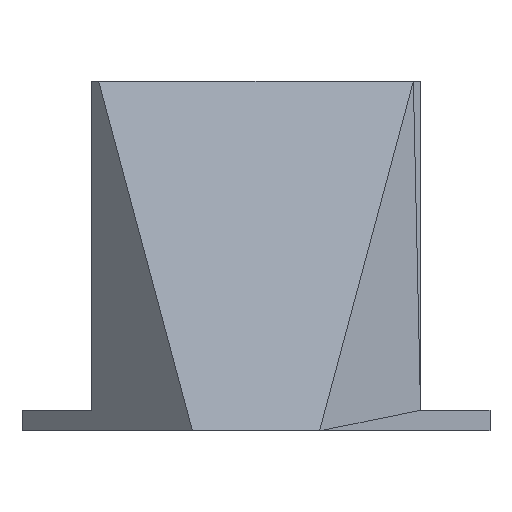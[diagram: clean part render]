
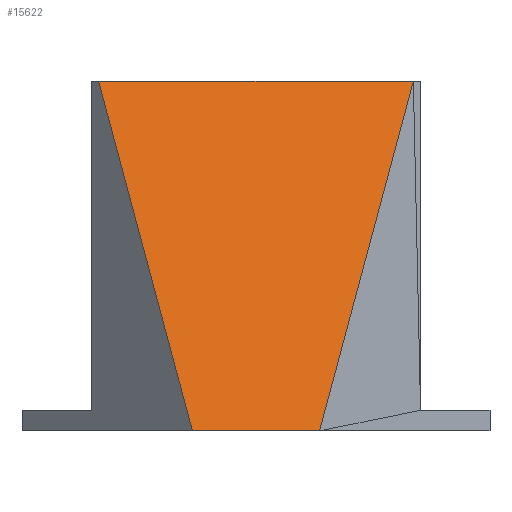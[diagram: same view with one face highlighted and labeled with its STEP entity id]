
A CAD part, front view. The second image highlights one B-rep face of the part: STEP entity #15622.
In plain terms, the highlighted planar face has unit normal (0, 0.966, -0.259).
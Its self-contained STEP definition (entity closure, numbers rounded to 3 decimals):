
#100 = PLANE('',#101);
#101 = AXIS2_PLACEMENT_3D('',#102,#103,#104);
#102 = CARTESIAN_POINT('',(0.,0.,0.));
#103 = DIRECTION('',(-0.707,-0.707,0.));
#104 = DIRECTION('',(-0.707,0.707,0.));
#126 = PLANE('',#127);
#127 = AXIS2_PLACEMENT_3D('',#128,#129,#130);
#128 = CARTESIAN_POINT('',(7.454,-7.454,34.));
#129 = DIRECTION('',(0.,-0.,1.));
#130 = DIRECTION('',(1.,0.,0.));
#8368 = PLANE('',#8369);
#8369 = AXIS2_PLACEMENT_3D('',#8370,#8371,#8372);
#8370 = CARTESIAN_POINT('',(2.575,32.62,0.));
#8371 = DIRECTION('',(0.,0.,-1.));
#8372 = DIRECTION('',(-1.,0.,-0.));
#8753 = VERTEX_POINT('',#8754);
#8754 = CARTESIAN_POINT('',(28.936,-16.564,0.));
#8775 = EDGE_CURVE('',#8753,#8776,#8778,.T.);
#8776 = VERTEX_POINT('',#8777);
#8777 = CARTESIAN_POINT('',(16.564,-16.564,0.));
#8778 = SURFACE_CURVE('',#8779,(#8783,#8790),.PCURVE_S1.);
#8779 = LINE('',#8780,#8781);
#8780 = CARTESIAN_POINT('',(28.936,-16.564,0.));
#8781 = VECTOR('',#8782,1.);
#8782 = DIRECTION('',(-1.,0.,0.));
#8783 = PCURVE('',#8368,#8784);
#8784 = DEFINITIONAL_REPRESENTATION('',(#8785),#8789);
#8785 = LINE('',#8786,#8787);
#8786 = CARTESIAN_POINT('',(-26.361,-49.184));
#8787 = VECTOR('',#8788,1.);
#8788 = DIRECTION('',(1.,0.));
#8789 = ( GEOMETRIC_REPRESENTATION_CONTEXT(2) 
PARAMETRIC_REPRESENTATION_CONTEXT() REPRESENTATION_CONTEXT('2D SPACE',''
  ) );
#8790 = PCURVE('',#8791,#8796);
#8791 = PLANE('',#8792);
#8792 = AXIS2_PLACEMENT_3D('',#8793,#8794,#8795);
#8793 = CARTESIAN_POINT('',(28.936,-16.564,0.));
#8794 = DIRECTION('',(0.,-0.966,0.259));
#8795 = DIRECTION('',(0.,-0.259,-0.966));
#8796 = DEFINITIONAL_REPRESENTATION('',(#8797),#8801);
#8797 = LINE('',#8798,#8799);
#8798 = CARTESIAN_POINT('',(0.,0.));
#8799 = VECTOR('',#8800,1.);
#8800 = DIRECTION('',(-0.,-1.));
#8801 = ( GEOMETRIC_REPRESENTATION_CONTEXT(2) 
PARAMETRIC_REPRESENTATION_CONTEXT() REPRESENTATION_CONTEXT('2D SPACE',''
  ) );
#15200 = EDGE_CURVE('',#8776,#15201,#15203,.T.);
#15201 = VERTEX_POINT('',#15202);
#15202 = CARTESIAN_POINT('',(7.454,-7.454,34.));
#15203 = SURFACE_CURVE('',#15204,(#15208,#15215),.PCURVE_S1.);
#15204 = LINE('',#15205,#15206);
#15205 = CARTESIAN_POINT('',(16.564,-16.564,0.));
#15206 = VECTOR('',#15207,1.);
#15207 = DIRECTION('',(-0.251,0.251,0.935));
#15208 = PCURVE('',#100,#15209);
#15209 = DEFINITIONAL_REPRESENTATION('',(#15210),#15214);
#15210 = LINE('',#15211,#15212);
#15211 = CARTESIAN_POINT('',(-23.426,-0.));
#15212 = VECTOR('',#15213,1.);
#15213 = DIRECTION('',(0.354,-0.935));
#15214 = ( GEOMETRIC_REPRESENTATION_CONTEXT(2) 
PARAMETRIC_REPRESENTATION_CONTEXT() REPRESENTATION_CONTEXT('2D SPACE',''
  ) );
#15215 = PCURVE('',#8791,#15216);
#15216 = DEFINITIONAL_REPRESENTATION('',(#15217),#15221);
#15217 = LINE('',#15218,#15219);
#15218 = CARTESIAN_POINT('',(-0.,-12.371));
#15219 = VECTOR('',#15220,1.);
#15220 = DIRECTION('',(-0.968,-0.251));
#15221 = ( GEOMETRIC_REPRESENTATION_CONTEXT(2) 
PARAMETRIC_REPRESENTATION_CONTEXT() REPRESENTATION_CONTEXT('2D SPACE',''
  ) );
#15250 = EDGE_CURVE('',#15201,#15251,#15253,.T.);
#15251 = VERTEX_POINT('',#15252);
#15252 = CARTESIAN_POINT('',(38.046,-7.454,34.));
#15253 = SURFACE_CURVE('',#15254,(#15258,#15265),.PCURVE_S1.);
#15254 = LINE('',#15255,#15256);
#15255 = CARTESIAN_POINT('',(7.454,-7.454,34.));
#15256 = VECTOR('',#15257,1.);
#15257 = DIRECTION('',(1.,0.,0.));
#15258 = PCURVE('',#126,#15259);
#15259 = DEFINITIONAL_REPRESENTATION('',(#15260),#15264);
#15260 = LINE('',#15261,#15262);
#15261 = CARTESIAN_POINT('',(0.,0.));
#15262 = VECTOR('',#15263,1.);
#15263 = DIRECTION('',(1.,0.));
#15264 = ( GEOMETRIC_REPRESENTATION_CONTEXT(2) 
PARAMETRIC_REPRESENTATION_CONTEXT() REPRESENTATION_CONTEXT('2D SPACE',''
  ) );
#15265 = PCURVE('',#8791,#15266);
#15266 = DEFINITIONAL_REPRESENTATION('',(#15267),#15271);
#15267 = LINE('',#15268,#15269);
#15268 = CARTESIAN_POINT('',(-35.199,-21.481));
#15269 = VECTOR('',#15270,1.);
#15270 = DIRECTION('',(0.,1.));
#15271 = ( GEOMETRIC_REPRESENTATION_CONTEXT(2) 
PARAMETRIC_REPRESENTATION_CONTEXT() REPRESENTATION_CONTEXT('2D SPACE',''
  ) );
#15568 = PLANE('',#15569);
#15569 = AXIS2_PLACEMENT_3D('',#15570,#15571,#15572);
#15570 = CARTESIAN_POINT('',(35.457,-10.043,
    14.666));
#15571 = DIRECTION('',(-0.707,0.707,0.
    ));
#15572 = DIRECTION('',(-0.707,-0.707,
    0.));
#15582 = EDGE_CURVE('',#8753,#15251,#15583,.T.);
#15583 = SURFACE_CURVE('',#15584,(#15588,#15594),.PCURVE_S1.);
#15584 = LINE('',#15585,#15586);
#15585 = CARTESIAN_POINT('',(28.936,-16.564,0.));
#15586 = VECTOR('',#15587,1.);
#15587 = DIRECTION('',(0.251,0.251,0.935));
#15588 = PCURVE('',#15568,#15589);
#15589 = DEFINITIONAL_REPRESENTATION('',(#15590),#15593);
#15590 = B_SPLINE_CURVE_WITH_KNOTS('',1,(#15591,#15592),.UNSPECIFIED.,
  .F.,.F.,(2,2),(0.,36.359),.PIECEWISE_BEZIER_KNOTS.);
#15591 = CARTESIAN_POINT('',(9.223,-14.666));
#15592 = CARTESIAN_POINT('',(-3.661,19.334));
#15593 = ( GEOMETRIC_REPRESENTATION_CONTEXT(2) 
PARAMETRIC_REPRESENTATION_CONTEXT() REPRESENTATION_CONTEXT('2D SPACE',''
  ) );
#15594 = PCURVE('',#8791,#15595);
#15595 = DEFINITIONAL_REPRESENTATION('',(#15596),#15600);
#15596 = LINE('',#15597,#15598);
#15597 = CARTESIAN_POINT('',(0.,0.));
#15598 = VECTOR('',#15599,1.);
#15599 = DIRECTION('',(-0.968,0.251));
#15600 = ( GEOMETRIC_REPRESENTATION_CONTEXT(2) 
PARAMETRIC_REPRESENTATION_CONTEXT() REPRESENTATION_CONTEXT('2D SPACE',''
  ) );
#15622 = ADVANCED_FACE('',(#15623),#8791,.F.);
#15623 = FACE_BOUND('',#15624,.F.);
#15624 = EDGE_LOOP('',(#15625,#15626,#15627,#15628));
#15625 = ORIENTED_EDGE('',*,*,#8775,.F.);
#15626 = ORIENTED_EDGE('',*,*,#15582,.T.);
#15627 = ORIENTED_EDGE('',*,*,#15250,.F.);
#15628 = ORIENTED_EDGE('',*,*,#15200,.F.);
